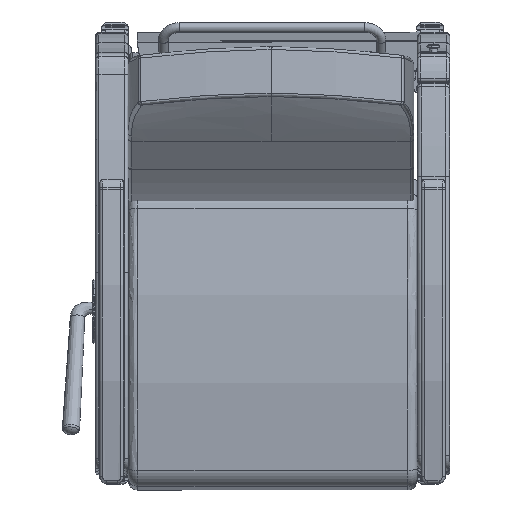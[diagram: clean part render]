
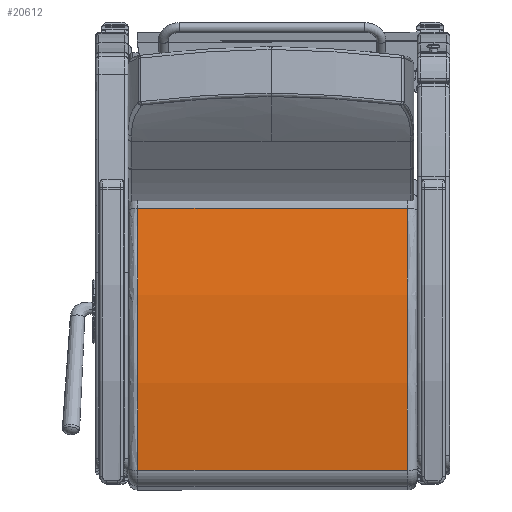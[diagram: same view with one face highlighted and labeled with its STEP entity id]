
A CAD part, front view. The second image highlights one B-rep face of the part: STEP entity #20612.
In plain terms, the highlighted free-form (B-spline) face has degree [1, 2] with [2, 3] control points.
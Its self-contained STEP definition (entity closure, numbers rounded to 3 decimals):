
#982=(
BOUNDED_SURFACE()
B_SPLINE_SURFACE(1,2,((#44315,#44316,#44317),(#44318,#44319,#44320)),
 .UNSPECIFIED.,.F.,.F.,.F.)
B_SPLINE_SURFACE_WITH_KNOTS((2,2),(3,3),(-0.173,0.173),
(1.362,1.699),.UNSPECIFIED.)
GEOMETRIC_REPRESENTATION_ITEM()
RATIONAL_B_SPLINE_SURFACE(((1.,0.986,1.),(1.,0.986,
1.)))
REPRESENTATION_ITEM('')
SURFACE()
);
#1633=ELLIPSE('',#22399,60.054,60.);
#1643=ELLIPSE('',#22427,60.054,60.);
#2471=LINE('',#44313,#3899);
#2472=LINE('',#44322,#3900);
#3899=VECTOR('',#25488,0.394);
#3900=VECTOR('',#25491,0.394);
#5392=FACE_OUTER_BOUND('',#6634,.T.);
#6634=EDGE_LOOP('',(#15511,#15512,#15513,#15514));
#9544=VERTEX_POINT('',#44105);
#9545=VERTEX_POINT('',#44106);
#9570=VERTEX_POINT('',#44312);
#9571=VERTEX_POINT('',#44321);
#11887=EDGE_CURVE('',#9544,#9545,#1633,.T.);
#11925=EDGE_CURVE('',#9545,#9570,#2471,.T.);
#11927=EDGE_CURVE('',#9544,#9571,#2472,.T.);
#11928=EDGE_CURVE('',#9570,#9571,#1643,.T.);
#15511=ORIENTED_EDGE('',*,*,#11887,.F.);
#15512=ORIENTED_EDGE('',*,*,#11927,.T.);
#15513=ORIENTED_EDGE('',*,*,#11928,.F.);
#15514=ORIENTED_EDGE('',*,*,#11925,.F.);
#20612=ADVANCED_FACE('',(#5392),#982,.F.);
#22399=AXIS2_PLACEMENT_3D('',#44107,#25420,#25421);
#22427=AXIS2_PLACEMENT_3D('',#44323,#25492,#25493);
#25420=DIRECTION('center_axis',(0.,0.,-1.));
#25421=DIRECTION('ref_axis',(1.,0.,0.));
#25488=DIRECTION('',(0.,0.,1.));
#25491=DIRECTION('',(0.,0.,1.));
#25492=DIRECTION('center_axis',(0.,0.,1.));
#25493=DIRECTION('ref_axis',(1.,0.,0.));
#44105=CARTESIAN_POINT('',(-10.045,1.256,-10.375));
#44106=CARTESIAN_POINT('',(10.111,0.445,-10.375));
#44107=CARTESIAN_POINT('Origin',(-2.35,-58.249,-10.375));
#44312=CARTESIAN_POINT('',(10.111,0.445,10.375));
#44313=CARTESIAN_POINT('',(10.111,0.445,0.));
#44315=CARTESIAN_POINT('Ctrl Pts',(10.111,0.445,-10.375));
#44316=CARTESIAN_POINT('Ctrl Pts',(0.103,2.566,-10.375));
#44317=CARTESIAN_POINT('Ctrl Pts',(-10.045,1.256,-10.375));
#44318=CARTESIAN_POINT('Ctrl Pts',(10.111,0.445,10.375));
#44319=CARTESIAN_POINT('Ctrl Pts',(0.103,2.566,10.375));
#44320=CARTESIAN_POINT('Ctrl Pts',(-10.045,1.256,10.375));
#44321=CARTESIAN_POINT('',(-10.045,1.256,10.375));
#44322=CARTESIAN_POINT('',(-10.045,1.256,0.));
#44323=CARTESIAN_POINT('Origin',(-2.35,-58.249,10.375));
